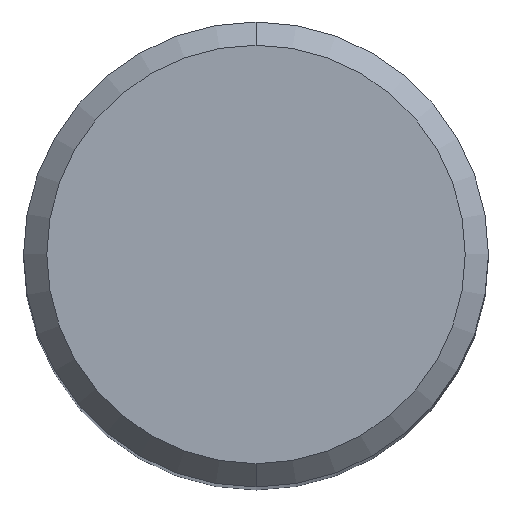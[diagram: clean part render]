
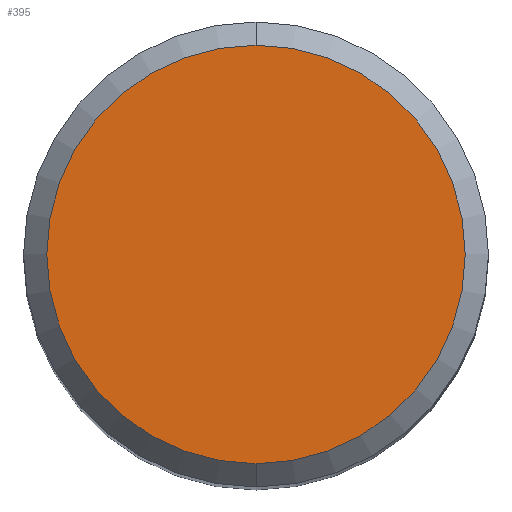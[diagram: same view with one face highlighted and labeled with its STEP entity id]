
A CAD part, top view. The second image highlights one B-rep face of the part: STEP entity #395.
In plain terms, the highlighted planar face has unit normal (0, 0, 1).
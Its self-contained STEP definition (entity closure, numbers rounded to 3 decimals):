
#395=ADVANCED_FACE('',(#994),#995,.T.);
#429=EDGE_CURVE('',#637,#579,#1029,.T.);
#579=VERTEX_POINT('',#1193);
#637=VERTEX_POINT('',#1257);
#783=EDGE_CURVE('',#579,#637,#1421,.T.);
#994=FACE_OUTER_BOUND('',#2495,.T.);
#995=PLANE('',#2496);
#1029=CIRCLE('',#2647,5.4);
#1193=CARTESIAN_POINT('',(0.,-5.4,0.0));
#1257=CARTESIAN_POINT('',(0.0,5.4,0.0));
#1421=CIRCLE('',#5647,5.4);
#2495=EDGE_LOOP('',(#6127,#6128));
#2496=AXIS2_PLACEMENT_3D('',#6129,#6130,#6131);
#2647=AXIS2_PLACEMENT_3D('',#6148,#6149,#6150);
#5647=AXIS2_PLACEMENT_3D('',#6594,#6595,#6596);
#6127=ORIENTED_EDGE('',*,*,#429,.F.);
#6128=ORIENTED_EDGE('',*,*,#783,.F.);
#6129=CARTESIAN_POINT('',(0.0,2.7,0.0));
#6130=DIRECTION('',(-0.0,0.0,1.0));
#6131=DIRECTION('',(0.0,-1.0,0.0));
#6148=CARTESIAN_POINT('',(0.0,0.0,0.0));
#6149=DIRECTION('',(0.0,0.0,-1.0));
#6150=DIRECTION('',(0.0,1.0,0.0));
#6594=CARTESIAN_POINT('',(0.0,0.0,0.0));
#6595=DIRECTION('',(0.0,0.0,-1.0));
#6596=DIRECTION('',(0.0,1.0,0.0));
